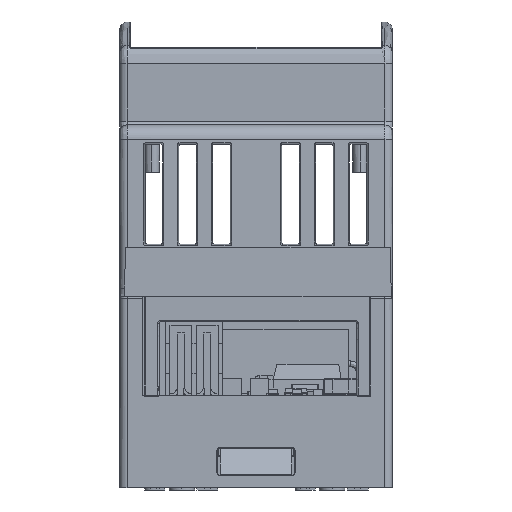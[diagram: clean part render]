
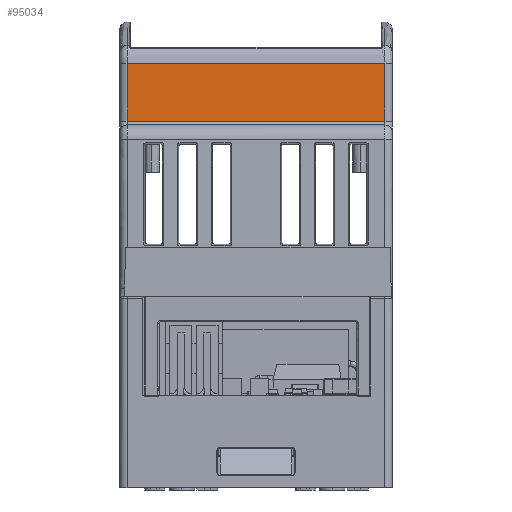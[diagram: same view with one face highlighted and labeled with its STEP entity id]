
A CAD part, front view. The second image highlights one B-rep face of the part: STEP entity #95034.
In plain terms, the highlighted free-form (B-spline) face has degree [1, 1] with [2, 2] control points.
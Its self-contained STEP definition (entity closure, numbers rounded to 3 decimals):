
#89331 = ( BOUNDED_SURFACE() B_SPLINE_SURFACE(2,1,(
    (#89332,#89333)
    ,(#89334,#89335)
    ,(#89336,#89337
)),.UNSPECIFIED.,.F.,.F.,.F.) B_SPLINE_SURFACE_WITH_KNOTS((3,3),(2,2),(
    5.012,6.283),(-17.157,17.157),
.PIECEWISE_BEZIER_KNOTS.) GEOMETRIC_REPRESENTATION_ITEM() 
RATIONAL_B_SPLINE_SURFACE((
    (1.,1.)
    ,(0.805,0.805)
,(1.,1.))) REPRESENTATION_ITEM('') SURFACE() );
#89332 = CARTESIAN_POINT('',(17.157,56.481,22.5));
#89333 = CARTESIAN_POINT('',(-17.157,56.481,22.5));
#89334 = CARTESIAN_POINT('',(17.157,58.326,22.5));
#89335 = CARTESIAN_POINT('',(-17.157,58.326,22.5));
#89336 = CARTESIAN_POINT('',(17.157,58.87,20.738));
#89337 = CARTESIAN_POINT('',(-17.157,58.87,20.738));
#90260 = VERTEX_POINT('',#90261);
#90261 = CARTESIAN_POINT('',(-17.157,56.481,22.5));
#90292 = EDGE_CURVE('',#90293,#90260,#90295,.T.);
#90293 = VERTEX_POINT('',#90294);
#90294 = CARTESIAN_POINT('',(17.157,56.481,22.5));
#90295 = SURFACE_CURVE('',#90296,(#90299,#90306),.PCURVE_S1.);
#90296 = B_SPLINE_CURVE_WITH_KNOTS('',1,(#90297,#90298),.UNSPECIFIED.,
  .F.,.F.,(2,2),(0.,34.314),.PIECEWISE_BEZIER_KNOTS.);
#90297 = CARTESIAN_POINT('',(17.157,56.481,22.5));
#90298 = CARTESIAN_POINT('',(-17.157,56.481,22.5));
#90299 = PCURVE('',#89331,#90300);
#90300 = DEFINITIONAL_REPRESENTATION('',(#90301),#90305);
#90301 = B_SPLINE_CURVE_WITH_KNOTS('',2,(#90302,#90303,#90304),
  .UNSPECIFIED.,.F.,.F.,(3,3),(0.,34.314),.PIECEWISE_BEZIER_KNOTS.);
#90302 = CARTESIAN_POINT('',(5.012,-17.157));
#90303 = CARTESIAN_POINT('',(5.012,0.));
#90304 = CARTESIAN_POINT('',(5.012,17.157));
#90305 = ( GEOMETRIC_REPRESENTATION_CONTEXT(2) 
PARAMETRIC_REPRESENTATION_CONTEXT() REPRESENTATION_CONTEXT('2D SPACE',''
  ) );
#90306 = PCURVE('',#90307,#90312);
#90307 = B_SPLINE_SURFACE_WITH_KNOTS('',1,1,(
    (#90308,#90309)
    ,(#90310,#90311
    )),.UNSPECIFIED.,.F.,.F.,.F.,(2,2),(2,2),(-17.157,17.157),(
    -3.841,3.841),.PIECEWISE_BEZIER_KNOTS.);
#90308 = CARTESIAN_POINT('',(-17.157,56.481,22.5));
#90309 = CARTESIAN_POINT('',(-17.157,48.8,22.5));
#90310 = CARTESIAN_POINT('',(17.157,56.481,22.5));
#90311 = CARTESIAN_POINT('',(17.157,48.8,22.5));
#90312 = DEFINITIONAL_REPRESENTATION('',(#90313),#90316);
#90313 = B_SPLINE_CURVE_WITH_KNOTS('',1,(#90314,#90315),.UNSPECIFIED.,
  .F.,.F.,(2,2),(0.,34.314),.PIECEWISE_BEZIER_KNOTS.);
#90314 = CARTESIAN_POINT('',(17.157,-3.841));
#90315 = CARTESIAN_POINT('',(-17.157,-3.841));
#90316 = ( GEOMETRIC_REPRESENTATION_CONTEXT(2) 
PARAMETRIC_REPRESENTATION_CONTEXT() REPRESENTATION_CONTEXT('2D SPACE',''
  ) );
#93132 = ( BOUNDED_SURFACE() B_SPLINE_SURFACE(2,1,(
    (#93133,#93134)
    ,(#93135,#93136)
    ,(#93137,#93138
)),.UNSPECIFIED.,.F.,.F.,.F.) B_SPLINE_SURFACE_WITH_KNOTS((3,3),(2,2),(
    4.712,6.283),(-3.841,3.841),
.PIECEWISE_BEZIER_KNOTS.) GEOMETRIC_REPRESENTATION_ITEM() 
RATIONAL_B_SPLINE_SURFACE((
    (1.,1.)
    ,(0.707,0.707)
,(1.,1.))) REPRESENTATION_ITEM('') SURFACE() );
#93133 = CARTESIAN_POINT('',(-18.157,48.8,21.5));
#93134 = CARTESIAN_POINT('',(-18.157,56.481,21.5));
#93135 = CARTESIAN_POINT('',(-18.157,48.8,22.5));
#93136 = CARTESIAN_POINT('',(-18.157,56.481,22.5));
#93137 = CARTESIAN_POINT('',(-17.157,48.8,22.5));
#93138 = CARTESIAN_POINT('',(-17.157,56.481,22.5));
#93149 = EDGE_CURVE('',#90260,#93150,#93152,.T.);
#93150 = VERTEX_POINT('',#93151);
#93151 = CARTESIAN_POINT('',(-17.157,48.8,22.5));
#93152 = SURFACE_CURVE('',#93153,(#93156,#93163),.PCURVE_S1.);
#93153 = B_SPLINE_CURVE_WITH_KNOTS('',1,(#93154,#93155),.UNSPECIFIED.,
  .F.,.F.,(2,2),(0.,7.681),.PIECEWISE_BEZIER_KNOTS.);
#93154 = CARTESIAN_POINT('',(-17.157,56.481,22.5));
#93155 = CARTESIAN_POINT('',(-17.157,48.8,22.5));
#93156 = PCURVE('',#93132,#93157);
#93157 = DEFINITIONAL_REPRESENTATION('',(#93158),#93162);
#93158 = B_SPLINE_CURVE_WITH_KNOTS('',2,(#93159,#93160,#93161),
  .UNSPECIFIED.,.F.,.F.,(3,3),(0.,7.681),
  .PIECEWISE_BEZIER_KNOTS.);
#93159 = CARTESIAN_POINT('',(6.283,3.841));
#93160 = CARTESIAN_POINT('',(6.283,0.));
#93161 = CARTESIAN_POINT('',(6.283,-3.841));
#93162 = ( GEOMETRIC_REPRESENTATION_CONTEXT(2) 
PARAMETRIC_REPRESENTATION_CONTEXT() REPRESENTATION_CONTEXT('2D SPACE',''
  ) );
#93163 = PCURVE('',#90307,#93164);
#93164 = DEFINITIONAL_REPRESENTATION('',(#93165),#93168);
#93165 = B_SPLINE_CURVE_WITH_KNOTS('',1,(#93166,#93167),.UNSPECIFIED.,
  .F.,.F.,(2,2),(0.,7.681),.PIECEWISE_BEZIER_KNOTS.);
#93166 = CARTESIAN_POINT('',(-17.157,-3.841));
#93167 = CARTESIAN_POINT('',(-17.157,3.841));
#93168 = ( GEOMETRIC_REPRESENTATION_CONTEXT(2) 
PARAMETRIC_REPRESENTATION_CONTEXT() REPRESENTATION_CONTEXT('2D SPACE',''
  ) );
#93247 = ( BOUNDED_SURFACE() B_SPLINE_SURFACE(2,1,(
    (#93248,#93249)
    ,(#93250,#93251)
    ,(#93252,#93253
)),.UNSPECIFIED.,.F.,.F.,.F.) B_SPLINE_SURFACE_WITH_KNOTS((3,3),(2,2),(
    0.,1.571),(-17.157,17.157),.PIECEWISE_BEZIER_KNOTS.) 
GEOMETRIC_REPRESENTATION_ITEM() RATIONAL_B_SPLINE_SURFACE((
    (1.,1.)
    ,(0.707,0.707)
,(1.,1.))) REPRESENTATION_ITEM('') SURFACE() );
#93248 = CARTESIAN_POINT('',(-17.157,48.3,23.));
#93249 = CARTESIAN_POINT('',(17.157,48.3,23.));
#93250 = CARTESIAN_POINT('',(-17.157,48.3,22.5));
#93251 = CARTESIAN_POINT('',(17.157,48.3,22.5));
#93252 = CARTESIAN_POINT('',(-17.157,48.8,22.5));
#93253 = CARTESIAN_POINT('',(17.157,48.8,22.5));
#94982 = EDGE_CURVE('',#93150,#94983,#94985,.T.);
#94983 = VERTEX_POINT('',#94984);
#94984 = CARTESIAN_POINT('',(17.157,48.8,22.5));
#94985 = SURFACE_CURVE('',#94986,(#94989,#94996),.PCURVE_S1.);
#94986 = B_SPLINE_CURVE_WITH_KNOTS('',1,(#94987,#94988),.UNSPECIFIED.,
  .F.,.F.,(2,2),(0.,34.314),.PIECEWISE_BEZIER_KNOTS.);
#94987 = CARTESIAN_POINT('',(-17.157,48.8,22.5));
#94988 = CARTESIAN_POINT('',(17.157,48.8,22.5));
#94989 = PCURVE('',#93247,#94990);
#94990 = DEFINITIONAL_REPRESENTATION('',(#94991),#94995);
#94991 = B_SPLINE_CURVE_WITH_KNOTS('',2,(#94992,#94993,#94994),
  .UNSPECIFIED.,.F.,.F.,(3,3),(0.,34.314),.PIECEWISE_BEZIER_KNOTS.);
#94992 = CARTESIAN_POINT('',(1.571,-17.157));
#94993 = CARTESIAN_POINT('',(1.571,0.));
#94994 = CARTESIAN_POINT('',(1.571,17.157));
#94995 = ( GEOMETRIC_REPRESENTATION_CONTEXT(2) 
PARAMETRIC_REPRESENTATION_CONTEXT() REPRESENTATION_CONTEXT('2D SPACE',''
  ) );
#94996 = PCURVE('',#90307,#94997);
#94997 = DEFINITIONAL_REPRESENTATION('',(#94998),#95001);
#94998 = B_SPLINE_CURVE_WITH_KNOTS('',1,(#94999,#95000),.UNSPECIFIED.,
  .F.,.F.,(2,2),(0.,34.314),.PIECEWISE_BEZIER_KNOTS.);
#94999 = CARTESIAN_POINT('',(-17.157,3.841));
#95000 = CARTESIAN_POINT('',(17.157,3.841));
#95001 = ( GEOMETRIC_REPRESENTATION_CONTEXT(2) 
PARAMETRIC_REPRESENTATION_CONTEXT() REPRESENTATION_CONTEXT('2D SPACE',''
  ) );
#95034 = ADVANCED_FACE('',(#95035),#90307,.F.);
#95035 = FACE_BOUND('',#95036,.F.);
#95036 = EDGE_LOOP('',(#95037,#95038,#95039,#95065));
#95037 = ORIENTED_EDGE('',*,*,#93149,.F.);
#95038 = ORIENTED_EDGE('',*,*,#90292,.F.);
#95039 = ORIENTED_EDGE('',*,*,#95040,.F.);
#95040 = EDGE_CURVE('',#94983,#90293,#95041,.T.);
#95041 = SURFACE_CURVE('',#95042,(#95045,#95051),.PCURVE_S1.);
#95042 = B_SPLINE_CURVE_WITH_KNOTS('',1,(#95043,#95044),.UNSPECIFIED.,
  .F.,.F.,(2,2),(0.,7.681),.PIECEWISE_BEZIER_KNOTS.);
#95043 = CARTESIAN_POINT('',(17.157,48.8,22.5));
#95044 = CARTESIAN_POINT('',(17.157,56.481,22.5));
#95045 = PCURVE('',#90307,#95046);
#95046 = DEFINITIONAL_REPRESENTATION('',(#95047),#95050);
#95047 = B_SPLINE_CURVE_WITH_KNOTS('',1,(#95048,#95049),.UNSPECIFIED.,
  .F.,.F.,(2,2),(0.,7.681),.PIECEWISE_BEZIER_KNOTS.);
#95048 = CARTESIAN_POINT('',(17.157,3.841));
#95049 = CARTESIAN_POINT('',(17.157,-3.841));
#95050 = ( GEOMETRIC_REPRESENTATION_CONTEXT(2) 
PARAMETRIC_REPRESENTATION_CONTEXT() REPRESENTATION_CONTEXT('2D SPACE',''
  ) );
#95051 = PCURVE('',#95052,#95059);
#95052 = ( BOUNDED_SURFACE() B_SPLINE_SURFACE(2,1,(
    (#95053,#95054)
    ,(#95055,#95056)
    ,(#95057,#95058
)),.UNSPECIFIED.,.F.,.F.,.F.) B_SPLINE_SURFACE_WITH_KNOTS((3,3),(2,2),(
    4.712,6.283),(-3.841,3.841),
.PIECEWISE_BEZIER_KNOTS.) GEOMETRIC_REPRESENTATION_ITEM() 
RATIONAL_B_SPLINE_SURFACE((
    (1.,1.)
    ,(0.707,0.707)
,(1.,1.))) REPRESENTATION_ITEM('') SURFACE() );
#95053 = CARTESIAN_POINT('',(18.157,56.481,21.5));
#95054 = CARTESIAN_POINT('',(18.157,48.8,21.5));
#95055 = CARTESIAN_POINT('',(18.157,56.481,22.5));
#95056 = CARTESIAN_POINT('',(18.157,48.8,22.5));
#95057 = CARTESIAN_POINT('',(17.157,56.481,22.5));
#95058 = CARTESIAN_POINT('',(17.157,48.8,22.5));
#95059 = DEFINITIONAL_REPRESENTATION('',(#95060),#95064);
#95060 = B_SPLINE_CURVE_WITH_KNOTS('',2,(#95061,#95062,#95063),
  .UNSPECIFIED.,.F.,.F.,(3,3),(0.,7.681),
  .PIECEWISE_BEZIER_KNOTS.);
#95061 = CARTESIAN_POINT('',(6.283,3.841));
#95062 = CARTESIAN_POINT('',(6.283,0.));
#95063 = CARTESIAN_POINT('',(6.283,-3.841));
#95064 = ( GEOMETRIC_REPRESENTATION_CONTEXT(2) 
PARAMETRIC_REPRESENTATION_CONTEXT() REPRESENTATION_CONTEXT('2D SPACE',''
  ) );
#95065 = ORIENTED_EDGE('',*,*,#94982,.F.);
